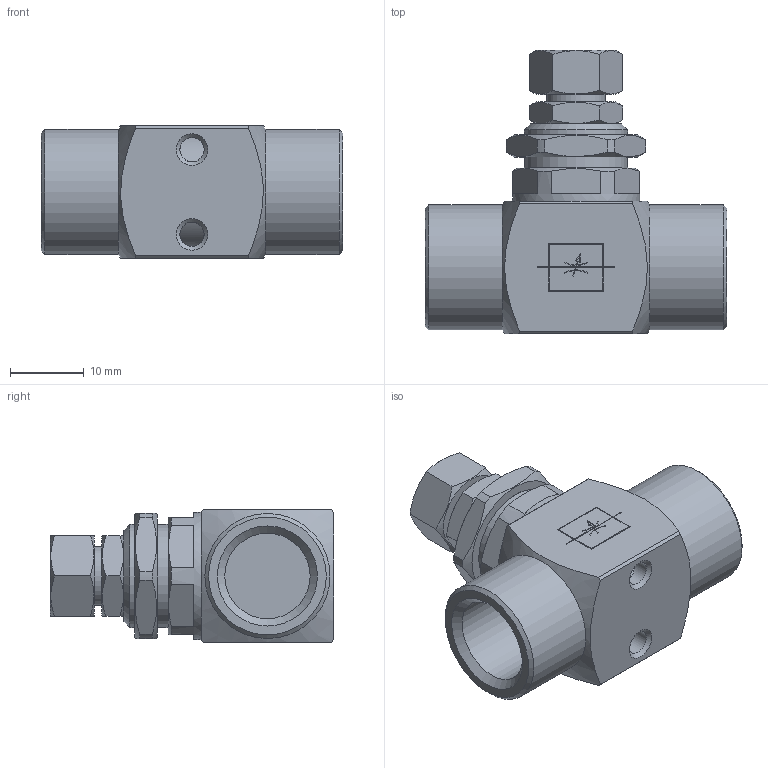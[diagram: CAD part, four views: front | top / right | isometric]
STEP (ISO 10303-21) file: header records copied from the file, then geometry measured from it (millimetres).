
FILE_DESCRIPTION(( 'MAL.94.14.14.stp' ), '1');
FILE_NAME( 'MAL.94.14.14.stp', '2021-02-19T16:28:35',( 'Sopra'),('sopra-pneumatic.com'), 'SwSTEP 2.0','SolidWorks 2009','' );
FILE_SCHEMA( ( 'AUTOMOTIVE_DESIGN { 1 0 10303 214 1 1 1 1 }' ) );
Length unit declared in the file: metre
Products named in the file (1): Rivoluzione2
Bounding box: 41 x 38.5 x 18 mm (x, y, z)
Volume: 11930.3 mm3; surface area: 5038.1 mm2
Topology: 1 solids, 1 shells, 141 faces, 375 edges, 251 vertices
Faces by surface type: plane 91, cylinder 32, cone 18
Full cylindrical faces by diameter (mm): 3.3 x2, 8 x1, 11.6 x2, 14 x2, 17 x2, 17.3 x1
Entity records: 5798 total; most frequent: CARTESIAN_POINT 1339, ORIENTED_EDGE 684, DIRECTION 636, EDGE_CURVE 342, VERTEX_POINT 246, AXIS2_PLACEMENT_3D 225, LINE 186, VECTOR 186
